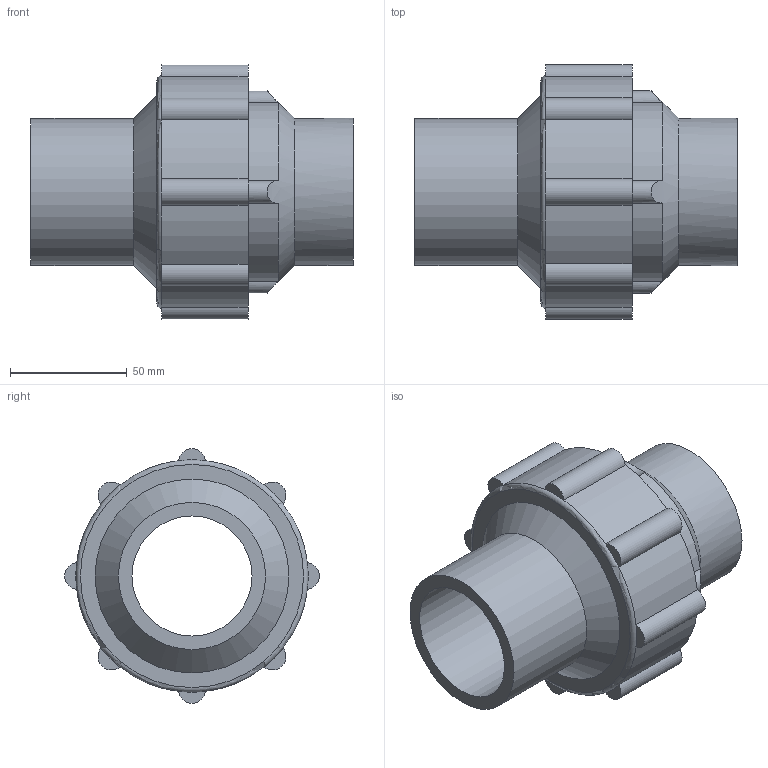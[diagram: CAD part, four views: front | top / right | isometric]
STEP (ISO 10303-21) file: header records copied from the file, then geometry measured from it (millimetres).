
FILE_DESCRIPTION( ( 'STEP AP214' ), '1' );
FILE_NAME( '70024016311(architecture400).stp', '2021-11-26T06:21:00', ( 'License CC BY-ND 4.0' ), ( 'CADENAS' ), ' ', 'PARTsolutions', ' ' );
FILE_SCHEMA( ( 'AUTOMOTIVE_DESIGN { 1 0 10303 214 1 1 1 1 }' ) );
Length unit declared in the file: millimetre
Products named in the file (1): _70024016311(architecture400)
Bounding box: 138 x 108.96 x 108.96 mm (x, y, z)
Volume: 375267.4 mm3; surface area: 66400.2 mm2
Topology: 1 solids, 1 shells, 42 faces, 96 edges, 58 vertices
Faces by surface type: cylinder 27, plane 12, cone 2, torus 1
Full cylindrical faces by diameter (mm): 51.4 x1, 63 x2
Entity records: 1652 total; most frequent: CARTESIAN_POINT 343, DIRECTION 230, ORIENTED_EDGE 176, AXIS2_PLACEMENT_3D 103, EDGE_CURVE 88, CIRCLE 60, VERTEX_POINT 56, EDGE_LOOP 52
